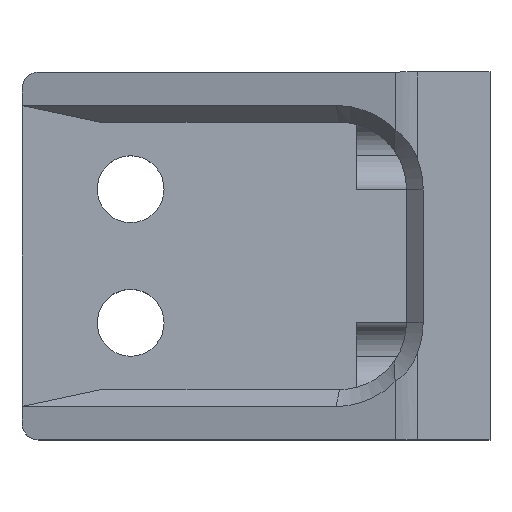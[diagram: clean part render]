
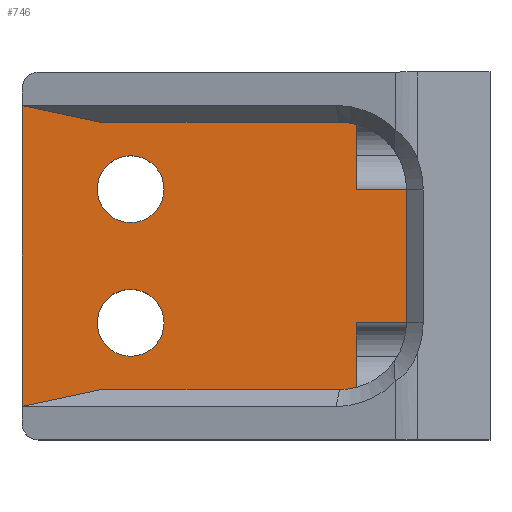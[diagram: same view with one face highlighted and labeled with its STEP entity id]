
A CAD part, top view. The second image highlights one B-rep face of the part: STEP entity #746.
In plain terms, the highlighted planar face has unit normal (0, 0, 1).
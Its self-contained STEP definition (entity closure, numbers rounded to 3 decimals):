
#2 = LINE ( 'NONE', #654, #901 ) ;
#6 = EDGE_LOOP ( 'NONE', ( #913, #858 ) ) ;
#10 = VERTEX_POINT ( 'NONE', #1012 ) ;
#13 = CARTESIAN_POINT ( 'NONE',  ( -8., 15., 5. ) ) ;
#14 = DIRECTION ( 'NONE',  ( 1., 0., 0. ) ) ;
#26 = VERTEX_POINT ( 'NONE', #13 ) ;
#44 = ORIENTED_EDGE ( 'NONE', *, *, #794, .T. ) ;
#55 = LINE ( 'NONE', #1169, #1387 ) ;
#75 = CARTESIAN_POINT ( 'NONE',  ( -19.5, 7., 5. ) ) ;
#80 = ORIENTED_EDGE ( 'NONE', *, *, #1083, .T. ) ;
#81 = ORIENTED_EDGE ( 'NONE', *, *, #660, .T. ) ;
#82 = DIRECTION ( 'NONE',  ( 1., 0., 0. ) ) ;
#83 = ORIENTED_EDGE ( 'NONE', *, *, #667, .F. ) ;
#88 = CARTESIAN_POINT ( 'NONE',  ( -5., 15., 5. ) ) ;
#92 = LINE ( 'NONE', #724, #790 ) ;
#93 = VECTOR ( 'NONE', #648, 1000. ) ;
#95 = CARTESIAN_POINT ( 'NONE',  ( -28., 2., 5. ) ) ;
#110 = VECTOR ( 'NONE', #454, 1000. ) ;
#111 = EDGE_CURVE ( 'NONE', #1127, #278, #250, .T. ) ;
#120 = VERTEX_POINT ( 'NONE', #123 ) ;
#123 = CARTESIAN_POINT ( 'NONE',  ( -28., 20., 5. ) ) ;
#195 = LINE ( 'NONE', #1406, #1139 ) ;
#207 = DIRECTION ( 'NONE',  ( 0., 1., 0. ) ) ;
#233 = VERTEX_POINT ( 'NONE', #1174 ) ;
#240 = CARTESIAN_POINT ( 'NONE',  ( -28., 20., 5. ) ) ;
#250 = CIRCLE ( 'NONE', #651, 2. ) ;
#268 = DIRECTION ( 'NONE',  ( 0.978, 0.208, 0. ) ) ;
#278 = VERTEX_POINT ( 'NONE', #1290 ) ;
#290 = CARTESIAN_POINT ( 'NONE',  ( -23.5, 15., 5. ) ) ;
#291 = ORIENTED_EDGE ( 'NONE', *, *, #834, .T. ) ;
#312 = VERTEX_POINT ( 'NONE', #583 ) ;
#313 = EDGE_CURVE ( 'NONE', #10, #120, #374, .T. ) ;
#351 = CARTESIAN_POINT ( 'NONE',  ( -8., 3.127, 5. ) ) ;
#358 = DIRECTION ( 'NONE',  ( 1., 0., 0. ) ) ;
#373 = LINE ( 'NONE', #449, #1273 ) ;
#374 = LINE ( 'NONE', #240, #110 ) ;
#381 = EDGE_LOOP ( 'NONE', ( #1034, #727, #44, #1039, #936, #1313, #808, #291, #81, #676, #646, #80 ) ) ;
#407 = DIRECTION ( 'NONE',  ( 0., 1., 0. ) ) ;
#429 = VERTEX_POINT ( 'NONE', #290 ) ;
#437 = CARTESIAN_POINT ( 'NONE',  ( -8., 7., 5. ) ) ;
#445 = CIRCLE ( 'NONE', #544, 2. ) ;
#449 = CARTESIAN_POINT ( 'NONE',  ( -28., 19., 5. ) ) ;
#452 = DIRECTION ( 'NONE',  ( 1., 0., 0. ) ) ;
#454 = DIRECTION ( 'NONE',  ( -0.978, 0.208, 0. ) ) ;
#465 = FACE_BOUND ( 'NONE', #1411, .T. ) ;
#466 = AXIS2_PLACEMENT_3D ( 'NONE', #601, #1253, #701 ) ;
#476 = DIRECTION ( 'NONE',  ( 1., 0., 0. ) ) ;
#537 = EDGE_CURVE ( 'NONE', #26, #1262, #585, .T. ) ;
#541 = CARTESIAN_POINT ( 'NONE',  ( -8., 15., 5. ) ) ;
#544 = AXIS2_PLACEMENT_3D ( 'NONE', #884, #554, #452 ) ;
#554 = DIRECTION ( 'NONE',  ( 0., 0., 1. ) ) ;
#568 = CARTESIAN_POINT ( 'NONE',  ( -9., 15., 5. ) ) ;
#573 = VERTEX_POINT ( 'NONE', #857 ) ;
#579 = DIRECTION ( 'NONE',  ( 0., 0., 1. ) ) ;
#582 = CIRCLE ( 'NONE', #466, 2. ) ;
#583 = CARTESIAN_POINT ( 'NONE',  ( -23.293, 3., 5. ) ) ;
#585 = LINE ( 'NONE', #541, #93 ) ;
#587 = VERTEX_POINT ( 'NONE', #1288 ) ;
#601 = CARTESIAN_POINT ( 'NONE',  ( -21.5, 15., 5. ) ) ;
#640 = CARTESIAN_POINT ( 'NONE',  ( -21.5, 15., 5. ) ) ;
#646 = ORIENTED_EDGE ( 'NONE', *, *, #733, .F. ) ;
#648 = DIRECTION ( 'NONE',  ( 1., 0., 0. ) ) ;
#651 = AXIS2_PLACEMENT_3D ( 'NONE', #1240, #579, #476 ) ;
#654 = CARTESIAN_POINT ( 'NONE',  ( -8., 0., 5. ) ) ;
#660 = EDGE_CURVE ( 'NONE', #587, #763, #1243, .T. ) ;
#667 = EDGE_CURVE ( 'NONE', #278, #1127, #445, .T. ) ;
#676 = ORIENTED_EDGE ( 'NONE', *, *, #1202, .T. ) ;
#691 = FACE_OUTER_BOUND ( 'NONE', #381, .T. ) ;
#701 = DIRECTION ( 'NONE',  ( 1., 0., 0. ) ) ;
#703 = AXIS2_PLACEMENT_3D ( 'NONE', #568, #1235, #358 ) ;
#723 = LINE ( 'NONE', #954, #1420 ) ;
#724 = CARTESIAN_POINT ( 'NONE',  ( -28., 2., 5. ) ) ;
#727 = ORIENTED_EDGE ( 'NONE', *, *, #1283, .T. ) ;
#733 = EDGE_CURVE ( 'NONE', #1037, #1246, #1175, .T. ) ;
#746 = ADVANCED_FACE ( 'NONE', ( #691, #820, #465 ), #801, .T. ) ;
#752 = DIRECTION ( 'NONE',  ( 0., 0., 1. ) ) ;
#763 = VERTEX_POINT ( 'NONE', #351 ) ;
#769 = AXIS2_PLACEMENT_3D ( 'NONE', #1249, #1245, #14 ) ;
#790 = VECTOR ( 'NONE', #268, 1000. ) ;
#794 = EDGE_CURVE ( 'NONE', #949, #573, #840, .T. ) ;
#801 = PLANE ( 'NONE',  #769 ) ;
#808 = ORIENTED_EDGE ( 'NONE', *, *, #978, .T. ) ;
#820 = FACE_BOUND ( 'NONE', #6, .T. ) ;
#834 = EDGE_CURVE ( 'NONE', #312, #587, #1066, .T. ) ;
#835 = CIRCLE ( 'NONE', #1374, 2. ) ;
#840 = CIRCLE ( 'NONE', #703, 4. ) ;
#857 = CARTESIAN_POINT ( 'NONE',  ( -9., 19., 5. ) ) ;
#858 = ORIENTED_EDGE ( 'NONE', *, *, #1179, .F. ) ;
#884 = CARTESIAN_POINT ( 'NONE',  ( -21.5, 7., 5. ) ) ;
#901 = VECTOR ( 'NONE', #207, 1000. ) ;
#903 = VECTOR ( 'NONE', #1425, 1000. ) ;
#913 = ORIENTED_EDGE ( 'NONE', *, *, #1024, .F. ) ;
#936 = ORIENTED_EDGE ( 'NONE', *, *, #313, .T. ) ;
#949 = VERTEX_POINT ( 'NONE', #1361 ) ;
#954 = CARTESIAN_POINT ( 'NONE',  ( -28., 22., 5. ) ) ;
#956 = DIRECTION ( 'NONE',  ( 0., -1., 0. ) ) ;
#978 = EDGE_CURVE ( 'NONE', #1213, #312, #92, .T. ) ;
#994 = VECTOR ( 'NONE', #1354, 1000. ) ;
#1012 = CARTESIAN_POINT ( 'NONE',  ( -23.293, 19., 5. ) ) ;
#1024 = EDGE_CURVE ( 'NONE', #233, #429, #582, .T. ) ;
#1034 = ORIENTED_EDGE ( 'NONE', *, *, #537, .F. ) ;
#1037 = VERTEX_POINT ( 'NONE', #1370 ) ;
#1039 = ORIENTED_EDGE ( 'NONE', *, *, #1317, .T. ) ;
#1066 = LINE ( 'NONE', #1126, #994 ) ;
#1083 = EDGE_CURVE ( 'NONE', #1037, #1262, #55, .T. ) ;
#1085 = DIRECTION ( 'NONE',  ( 0., 1., 0. ) ) ;
#1093 = EDGE_CURVE ( 'NONE', #120, #1213, #723, .T. ) ;
#1095 = AXIS2_PLACEMENT_3D ( 'NONE', #1325, #1116, #1432 ) ;
#1100 = CARTESIAN_POINT ( 'NONE',  ( -8., 7., 5. ) ) ;
#1116 = DIRECTION ( 'NONE',  ( 0., 0., 1. ) ) ;
#1126 = CARTESIAN_POINT ( 'NONE',  ( -28., 3., 5. ) ) ;
#1127 = VERTEX_POINT ( 'NONE', #75 ) ;
#1139 = VECTOR ( 'NONE', #1085, 1000. ) ;
#1169 = CARTESIAN_POINT ( 'NONE',  ( -5., 19., 5. ) ) ;
#1174 = CARTESIAN_POINT ( 'NONE',  ( -19.5, 15., 5. ) ) ;
#1175 = LINE ( 'NONE', #1100, #903 ) ;
#1179 = EDGE_CURVE ( 'NONE', #429, #233, #835, .T. ) ;
#1202 = EDGE_CURVE ( 'NONE', #763, #1246, #195, .T. ) ;
#1203 = ORIENTED_EDGE ( 'NONE', *, *, #111, .F. ) ;
#1213 = VERTEX_POINT ( 'NONE', #95 ) ;
#1234 = DIRECTION ( 'NONE',  ( -1., 0., 0. ) ) ;
#1235 = DIRECTION ( 'NONE',  ( 0., 0., 1. ) ) ;
#1240 = CARTESIAN_POINT ( 'NONE',  ( -21.5, 7., 5. ) ) ;
#1243 = CIRCLE ( 'NONE', #1095, 4. ) ;
#1245 = DIRECTION ( 'NONE',  ( 0., 0., 1. ) ) ;
#1246 = VERTEX_POINT ( 'NONE', #437 ) ;
#1249 = CARTESIAN_POINT ( 'NONE',  ( 0., 0., 5. ) ) ;
#1253 = DIRECTION ( 'NONE',  ( 0., 0., 1. ) ) ;
#1262 = VERTEX_POINT ( 'NONE', #88 ) ;
#1273 = VECTOR ( 'NONE', #1234, 1000. ) ;
#1283 = EDGE_CURVE ( 'NONE', #26, #949, #2, .T. ) ;
#1288 = CARTESIAN_POINT ( 'NONE',  ( -9., 3., 5. ) ) ;
#1290 = CARTESIAN_POINT ( 'NONE',  ( -23.5, 7., 5. ) ) ;
#1313 = ORIENTED_EDGE ( 'NONE', *, *, #1093, .T. ) ;
#1317 = EDGE_CURVE ( 'NONE', #573, #10, #373, .T. ) ;
#1325 = CARTESIAN_POINT ( 'NONE',  ( -9., 7., 5. ) ) ;
#1354 = DIRECTION ( 'NONE',  ( 1., 0., 0. ) ) ;
#1361 = CARTESIAN_POINT ( 'NONE',  ( -8., 18.873, 5. ) ) ;
#1370 = CARTESIAN_POINT ( 'NONE',  ( -5., 7., 5. ) ) ;
#1374 = AXIS2_PLACEMENT_3D ( 'NONE', #640, #752, #82 ) ;
#1387 = VECTOR ( 'NONE', #407, 1000. ) ;
#1406 = CARTESIAN_POINT ( 'NONE',  ( -8., 0., 5. ) ) ;
#1411 = EDGE_LOOP ( 'NONE', ( #1203, #83 ) ) ;
#1420 = VECTOR ( 'NONE', #956, 1000. ) ;
#1425 = DIRECTION ( 'NONE',  ( -1., 0., 0. ) ) ;
#1432 = DIRECTION ( 'NONE',  ( 1., 0., 0. ) ) ;
